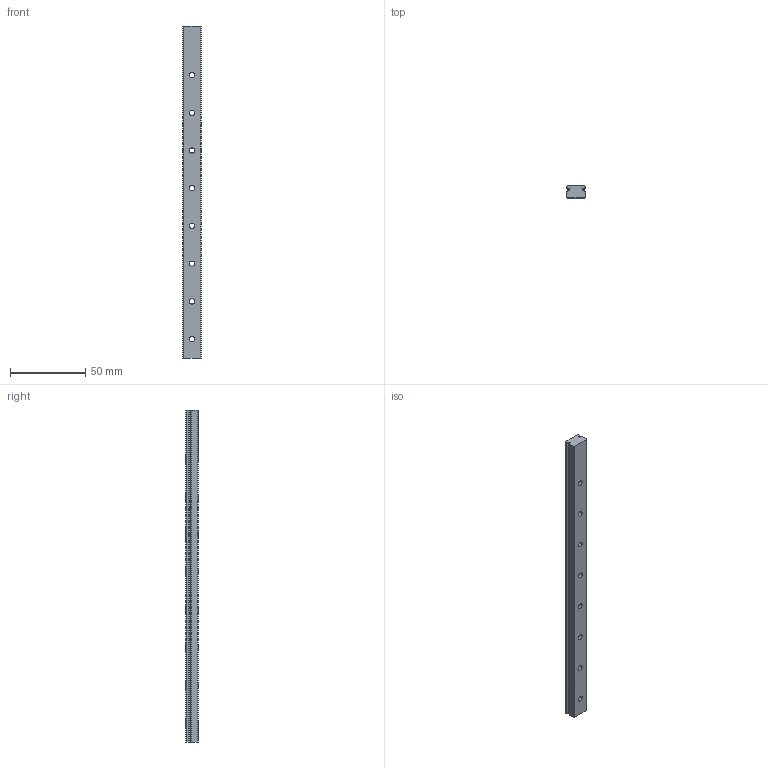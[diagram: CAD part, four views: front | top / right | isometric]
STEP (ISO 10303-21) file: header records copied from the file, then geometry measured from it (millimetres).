
FILE_DESCRIPTION (( 'STEP AP214' ), '1' );
FILE_NAME ('MGNR12R220HM.STEP', '2025-09-18T19:06:30', ( '' ), ( '' ), 'SwSTEP 2.0', 'SolidWorks 2024', '' );
FILE_SCHEMA (( 'AUTOMOTIVE_DESIGN' ));
Length unit declared in the file: millimetre
Products named in the file (1): MGNR12R220HM
Bounding box: 12 x 8 x 220 mm (x, y, z)
Volume: 18821.9 mm3; surface area: 10620.5 mm2
Topology: 1 solids, 1 shells, 63 faces, 159 edges, 106 vertices
Faces by surface type: cylinder 39, plane 24
Entity records: 1986 total; most frequent: DIRECTION 365, CARTESIAN_POINT 329, ORIENTED_EDGE 318, EDGE_CURVE 159, AXIS2_PLACEMENT_3D 142, VERTEX_POINT 106, EDGE_LOOP 87, VECTOR 81
